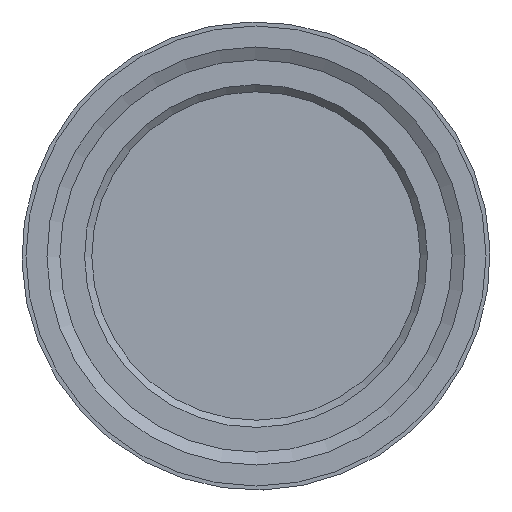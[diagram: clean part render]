
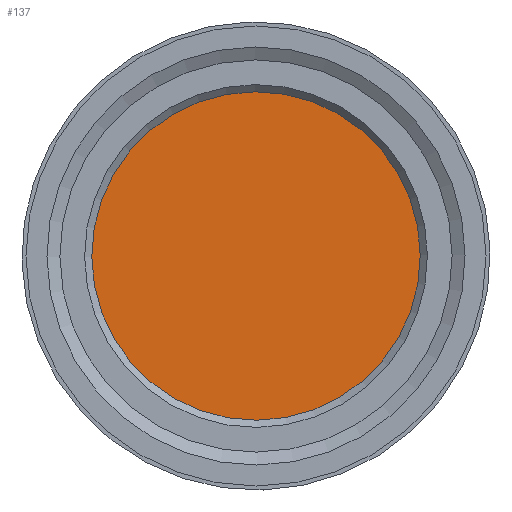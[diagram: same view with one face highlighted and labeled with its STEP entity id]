
A CAD part, left-side view. The second image highlights one B-rep face of the part: STEP entity #137.
In plain terms, the highlighted planar face has unit normal (-1, 0, 0).
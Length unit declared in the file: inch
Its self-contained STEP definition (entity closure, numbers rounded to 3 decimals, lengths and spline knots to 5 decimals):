
#18 = VERTEX_POINT ( 'NONE', #64 ) ;
#64 = CARTESIAN_POINT ( 'NONE',  ( -12.22748, -5.86048, 0.00612 ) ) ;
#137 = ADVANCED_FACE ( 'NONE', ( #489 ), #706, .T. ) ;
#209 = CARTESIAN_POINT ( 'NONE',  ( -12.22748, -4.4255, 0. ) ) ;
#210 = DIRECTION ( 'NONE',  ( -1., 0., 0. ) ) ;
#211 = DIRECTION ( 'NONE',  ( 0., -1., 0.004 ) ) ;
#310 = ORIENTED_EDGE ( 'NONE', *, *, #658, .T. ) ;
#381 = EDGE_LOOP ( 'NONE', ( #310 ) ) ;
#489 = FACE_OUTER_BOUND ( 'NONE', #381, .T. ) ;
#534 = CIRCLE ( 'NONE', #581, 1.435 ) ;
#581 = AXIS2_PLACEMENT_3D ( 'NONE', #209, #210, #211 ) ;
#606 = AXIS2_PLACEMENT_3D ( 'NONE', #705, #709, #710 ) ;
#658 = EDGE_CURVE ( 'NONE', #18, #18, #534, .T. ) ;
#705 = CARTESIAN_POINT ( 'NONE',  ( -12.22748, -4.4255, 0. ) ) ;
#706 = PLANE ( 'NONE',  #606 ) ;
#709 = DIRECTION ( 'NONE',  ( -1., 0., 0. ) ) ;
#710 = DIRECTION ( 'NONE',  ( 0., 0., 1. ) ) ;
